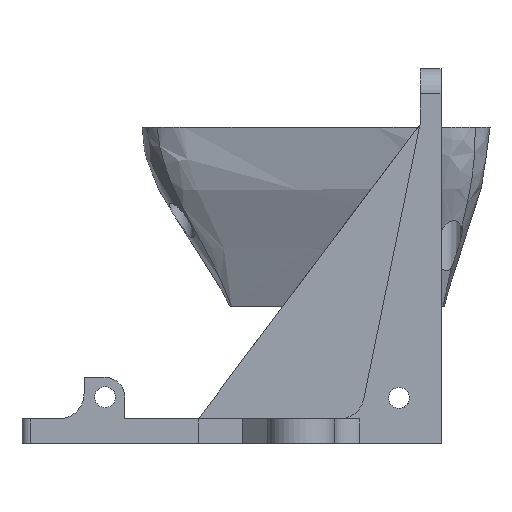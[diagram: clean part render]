
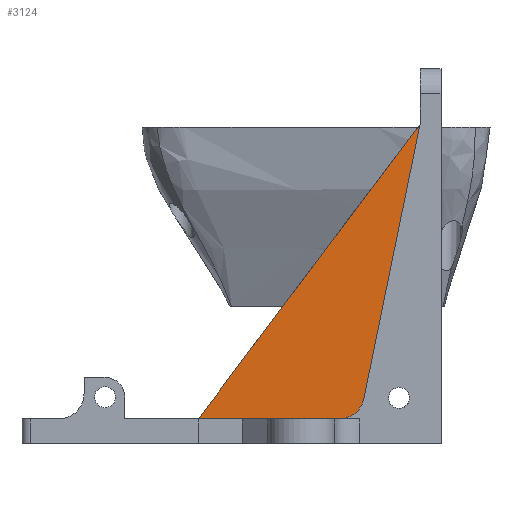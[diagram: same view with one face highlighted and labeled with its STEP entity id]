
A CAD part, left-side view. The second image highlights one B-rep face of the part: STEP entity #3124.
In plain terms, the highlighted planar face has unit normal (-1, 0, 0).
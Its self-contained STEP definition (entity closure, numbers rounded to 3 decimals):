
#259=PLANE('',#3360);
#383=FACE_OUTER_BOUND('',#569,.T.);
#569=EDGE_LOOP('',(#2595,#2596,#2597,#2598,#2599,#2600,#2601));
#772=LINE('',#4669,#1063);
#807=LINE('',#4798,#1098);
#830=LINE('',#4867,#1121);
#846=LINE('',#4914,#1137);
#852=LINE('',#4937,#1143);
#853=LINE('',#4939,#1144);
#1063=VECTOR('',#3755,1000.);
#1098=VECTOR('',#3826,10.);
#1121=VECTOR('',#3879,10.);
#1137=VECTOR('',#3931,1000.);
#1143=VECTOR('',#3951,1000.);
#1144=VECTOR('',#3954,10.);
#1291=CIRCLE('',#3350,2.35);
#1442=VERTEX_POINT('',#4666);
#1443=VERTEX_POINT('',#4668);
#1483=VERTEX_POINT('',#4795);
#1484=VERTEX_POINT('',#4797);
#1502=VERTEX_POINT('',#4865);
#1512=VERTEX_POINT('',#4905);
#1513=VERTEX_POINT('',#4906);
#1799=EDGE_CURVE('',#1442,#1443,#772,.T.);
#1847=EDGE_CURVE('',#1484,#1483,#807,.F.);
#1877=EDGE_CURVE('',#1502,#1442,#830,.T.);
#1896=EDGE_CURVE('',#1512,#1513,#1291,.T.);
#1900=EDGE_CURVE('',#1483,#1512,#846,.T.);
#1908=EDGE_CURVE('',#1513,#1443,#852,.T.);
#1909=EDGE_CURVE('',#1502,#1484,#853,.T.);
#2595=ORIENTED_EDGE('',*,*,#1877,.F.);
#2596=ORIENTED_EDGE('',*,*,#1909,.T.);
#2597=ORIENTED_EDGE('',*,*,#1847,.T.);
#2598=ORIENTED_EDGE('',*,*,#1900,.T.);
#2599=ORIENTED_EDGE('',*,*,#1896,.T.);
#2600=ORIENTED_EDGE('',*,*,#1908,.T.);
#2601=ORIENTED_EDGE('',*,*,#1799,.F.);
#3124=ADVANCED_FACE('',(#383),#259,.F.);
#3350=AXIS2_PLACEMENT_3D('',#4907,#3923,#3924);
#3360=AXIS2_PLACEMENT_3D('',#4938,#3952,#3953);
#3755=DIRECTION('',(0.,0.,-1.));
#3826=DIRECTION('',(0.,1.,0.));
#3879=DIRECTION('',(0.,-0.601,0.799));
#3923=DIRECTION('center_axis',(1.,0.,0.));
#3924=DIRECTION('ref_axis',(0.,1.,0.));
#3931=DIRECTION('',(0.,0.,1.));
#3951=DIRECTION('',(0.,-1.,0.));
#3952=DIRECTION('center_axis',(1.,0.,0.));
#3953=DIRECTION('ref_axis',(0.,1.,0.));
#3954=DIRECTION('',(0.,0.,-1.));
#4666=CARTESIAN_POINT('',(12.846,-24.928,29.034));
#4668=CARTESIAN_POINT('',(12.846,-24.928,-1.116));
#4669=CARTESIAN_POINT('',(12.846,-24.928,-592.164));
#4795=CARTESIAN_POINT('',(12.846,-20.078,-6.066));
#4797=CARTESIAN_POINT('',(12.846,1.395,-6.066));
#4798=CARTESIAN_POINT('',(12.846,0.,-6.066));
#4865=CARTESIAN_POINT('',(12.846,1.395,-5.964));
#4867=CARTESIAN_POINT('',(12.846,137.295,-186.652));
#4905=CARTESIAN_POINT('',(12.846,-20.078,-3.466));
#4906=CARTESIAN_POINT('',(12.846,-22.428,-1.116));
#4907=CARTESIAN_POINT('Origin',(12.846,-22.428,-3.466));
#4914=CARTESIAN_POINT('',(12.846,-20.078,-5.964));
#4937=CARTESIAN_POINT('',(12.846,-22.428,-1.116));
#4938=CARTESIAN_POINT('Origin',(12.846,0.,-592.164));
#4939=CARTESIAN_POINT('',(12.846,1.395,-289.415));
